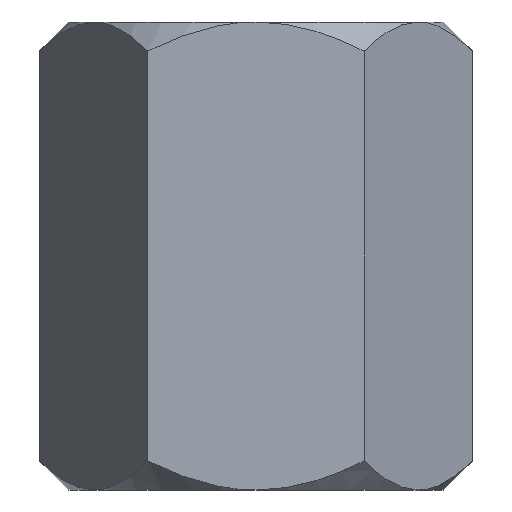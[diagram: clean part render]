
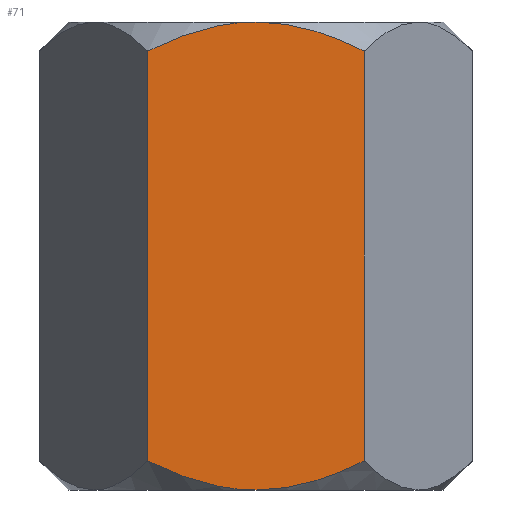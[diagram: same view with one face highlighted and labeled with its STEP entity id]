
A CAD part, front view. The second image highlights one B-rep face of the part: STEP entity #71.
In plain terms, the highlighted planar face has unit normal (0, -1, 0).
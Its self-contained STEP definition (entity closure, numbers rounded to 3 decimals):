
#71 = ADVANCED_FACE( '', ( #149 ), #150, .F. );
#149 = FACE_OUTER_BOUND( '', #230, .T. );
#150 = PLANE( '', #231 );
#230 = EDGE_LOOP( '', ( #355, #356, #357, #358, #359, #360 ) );
#231 = AXIS2_PLACEMENT_3D( '', #361, #362, #363 );
#355 = ORIENTED_EDGE( '', *, *, #450, .F. );
#356 = ORIENTED_EDGE( '', *, *, #495, .F. );
#357 = ORIENTED_EDGE( '', *, *, #496, .T. );
#358 = ORIENTED_EDGE( '', *, *, #497, .T. );
#359 = ORIENTED_EDGE( '', *, *, #498, .T. );
#360 = ORIENTED_EDGE( '', *, *, #476, .F. );
#361 = CARTESIAN_POINT( '', ( -2.309, -4., 5. ) );
#362 = DIRECTION( '', ( 0., 1., 0. ) );
#363 = DIRECTION( '', ( -1., 0., 0. ) );
#450 = EDGE_CURVE( '', #519, #520, #521, .F. );
#476 = EDGE_CURVE( '', #520, #559, #561, .F. );
#495 = EDGE_CURVE( '', #588, #519, #589, .T. );
#496 = EDGE_CURVE( '', #588, #590, #591, .F. );
#497 = EDGE_CURVE( '', #590, #592, #593, .F. );
#498 = EDGE_CURVE( '', #592, #559, #594, .T. );
#519 = VERTEX_POINT( '', #616 );
#520 = VERTEX_POINT( '', #617 );
#521 = B_SPLINE_CURVE_WITH_KNOTS( '', 3, ( #618, #619, #620, #621, #622, #623, #624, #625 ), .UNSPECIFIED., .F., .F., ( 4, 2, 2, 4 ), ( 0.006, 0.008, 0.008, 0.009 ), .UNSPECIFIED. );
#559 = VERTEX_POINT( '', #720 );
#561 = B_SPLINE_CURVE_WITH_KNOTS( '', 3, ( #729, #730, #731, #732, #733, #734, #735, #736 ), .UNSPECIFIED., .F., .F., ( 4, 2, 2, 4 ), ( 0.004, 0.005, 0.006, 0.006 ), .UNSPECIFIED. );
#588 = VERTEX_POINT( '', #803 );
#589 = LINE( '', #804, #805 );
#590 = VERTEX_POINT( '', #806 );
#591 = B_SPLINE_CURVE_WITH_KNOTS( '', 3, ( #807, #808, #809, #810, #811, #812, #813, #814 ), .UNSPECIFIED., .F., .F., ( 4, 2, 2, 4 ), ( 0.006, 0.008, 0.008, 0.009 ), .UNSPECIFIED. );
#592 = VERTEX_POINT( '', #815 );
#593 = B_SPLINE_CURVE_WITH_KNOTS( '', 3, ( #816, #817, #818, #819, #820, #821, #822, #823 ), .UNSPECIFIED., .F., .F., ( 4, 2, 2, 4 ), ( 0.004, 0.005, 0.006, 0.006 ), .UNSPECIFIED. );
#594 = LINE( '', #824, #825 );
#616 = CARTESIAN_POINT( '', ( 2.309, -4., -4.381 ) );
#617 = CARTESIAN_POINT( '', ( 0., -4., -5. ) );
#618 = CARTESIAN_POINT( '', ( 0., -4., -5. ) );
#619 = CARTESIAN_POINT( '', ( 0.406, -4., -5. ) );
#620 = CARTESIAN_POINT( '', ( 0.801, -4., -4.938 ) );
#621 = CARTESIAN_POINT( '', ( 1.382, -4., -4.772 ) );
#622 = CARTESIAN_POINT( '', ( 1.575, -4., -4.705 ) );
#623 = CARTESIAN_POINT( '', ( 1.948, -4., -4.554 ) );
#624 = CARTESIAN_POINT( '', ( 2.131, -4., -4.471 ) );
#625 = CARTESIAN_POINT( '', ( 2.309, -4., -4.381 ) );
#720 = CARTESIAN_POINT( '', ( -2.309, -4., -4.381 ) );
#729 = CARTESIAN_POINT( '', ( -2.309, -4., -4.381 ) );
#730 = CARTESIAN_POINT( '', ( -1.951, -4., -4.56 ) );
#731 = CARTESIAN_POINT( '', ( -1.574, -4., -4.717 ) );
#732 = CARTESIAN_POINT( '', ( -0.997, -4., -4.882 ) );
#733 = CARTESIAN_POINT( '', ( -0.802, -4., -4.925 ) );
#734 = CARTESIAN_POINT( '', ( -0.406, -4., -4.984 ) );
#735 = CARTESIAN_POINT( '', ( -0.203, -4., -5. ) );
#736 = CARTESIAN_POINT( '', ( 0., -4., -5. ) );
#803 = CARTESIAN_POINT( '', ( 2.309, -4., 4.381 ) );
#804 = CARTESIAN_POINT( '', ( 2.309, -4., 5. ) );
#805 = VECTOR( '', #911, 1000. );
#806 = CARTESIAN_POINT( '', ( 0., -4., 5. ) );
#807 = CARTESIAN_POINT( '', ( 0., -4., 5. ) );
#808 = CARTESIAN_POINT( '', ( 0.406, -4., 5. ) );
#809 = CARTESIAN_POINT( '', ( 0.801, -4., 4.938 ) );
#810 = CARTESIAN_POINT( '', ( 1.382, -4., 4.772 ) );
#811 = CARTESIAN_POINT( '', ( 1.575, -4., 4.705 ) );
#812 = CARTESIAN_POINT( '', ( 1.948, -4., 4.554 ) );
#813 = CARTESIAN_POINT( '', ( 2.131, -4., 4.471 ) );
#814 = CARTESIAN_POINT( '', ( 2.309, -4., 4.381 ) );
#815 = CARTESIAN_POINT( '', ( -2.309, -4., 4.381 ) );
#816 = CARTESIAN_POINT( '', ( -2.309, -4., 4.381 ) );
#817 = CARTESIAN_POINT( '', ( -1.951, -4., 4.56 ) );
#818 = CARTESIAN_POINT( '', ( -1.574, -4., 4.717 ) );
#819 = CARTESIAN_POINT( '', ( -0.997, -4., 4.882 ) );
#820 = CARTESIAN_POINT( '', ( -0.802, -4., 4.925 ) );
#821 = CARTESIAN_POINT( '', ( -0.406, -4., 4.984 ) );
#822 = CARTESIAN_POINT( '', ( -0.203, -4., 5. ) );
#823 = CARTESIAN_POINT( '', ( 0., -4., 5. ) );
#824 = CARTESIAN_POINT( '', ( -2.309, -4., 5. ) );
#825 = VECTOR( '', #912, 1000. );
#911 = DIRECTION( '', ( 0., 0., -1. ) );
#912 = DIRECTION( '', ( 0., 0., -1. ) );
